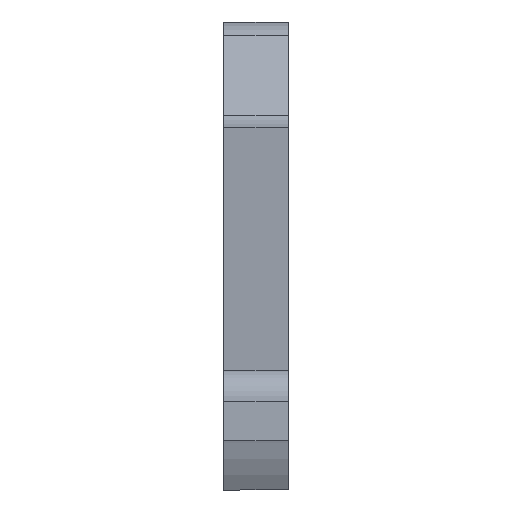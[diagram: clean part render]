
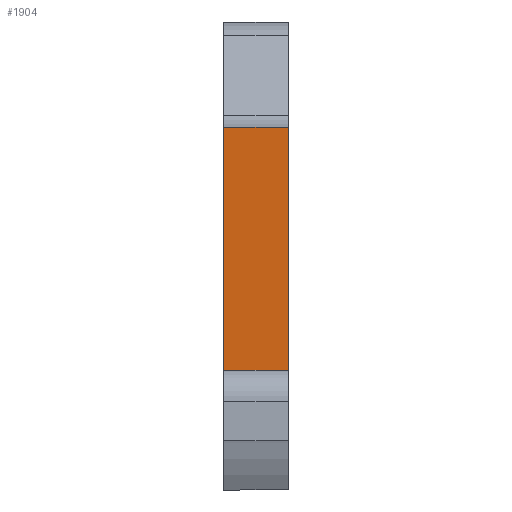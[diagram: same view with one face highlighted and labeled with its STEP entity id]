
A CAD part, top view. The second image highlights one B-rep face of the part: STEP entity #1904.
In plain terms, the highlighted planar face has unit normal (0, 0.97, 0.245).
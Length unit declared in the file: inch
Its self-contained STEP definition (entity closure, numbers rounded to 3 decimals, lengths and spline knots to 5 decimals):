
#2 = DIRECTION ( 'NONE',  ( 0., 0.969, 0.245 ) ) ;
#50 = EDGE_CURVE ( 'NONE', #1933, #435, #1605, .T. ) ;
#91 = DIRECTION ( 'NONE',  ( -1., 0., 0. ) ) ;
#148 = VERTEX_POINT ( 'NONE', #1468 ) ;
#156 = CARTESIAN_POINT ( 'NONE',  ( -0.5, -2.29162, 9. ) ) ;
#196 = EDGE_LOOP ( 'NONE', ( #1444, #873, #1031, #1625 ) ) ;
#275 = CARTESIAN_POINT ( 'NONE',  ( 0., -0.33794, 1.27452 ) ) ;
#435 = VERTEX_POINT ( 'NONE', #458 ) ;
#458 = CARTESIAN_POINT ( 'NONE',  ( 0., -0.33794, 1.27452 ) ) ;
#614 = LINE ( 'NONE', #275, #924 ) ;
#638 = DIRECTION ( 'NONE',  ( 0., -0.245, 0.969 ) ) ;
#778 = DIRECTION ( 'NONE',  ( 0., -0.245, 0.969 ) ) ;
#793 = DIRECTION ( 'NONE',  ( 0., 0.245, -0.969 ) ) ;
#873 = ORIENTED_EDGE ( 'NONE', *, *, #1637, .T. ) ;
#920 = LINE ( 'NONE', #1908, #1901 ) ;
#922 = EDGE_CURVE ( 'NONE', #148, #1308, #920, .T. ) ;
#924 = VECTOR ( 'NONE', #91, 39.37008 ) ;
#1031 = ORIENTED_EDGE ( 'NONE', *, *, #922, .F. ) ;
#1037 = DIRECTION ( 'NONE',  ( 1., 0., 0. ) ) ;
#1300 = CARTESIAN_POINT ( 'NONE',  ( 0., -2.29162, 9. ) ) ;
#1308 = VERTEX_POINT ( 'NONE', #1730 ) ;
#1405 = AXIS2_PLACEMENT_3D ( 'NONE', #156, #2, #638 ) ;
#1439 = CARTESIAN_POINT ( 'NONE',  ( 0., -2.24389, 8.81129 ) ) ;
#1444 = ORIENTED_EDGE ( 'NONE', *, *, #50, .F. ) ;
#1468 = CARTESIAN_POINT ( 'NONE',  ( 0.5, -0.33794, 1.27452 ) ) ;
#1485 = VECTOR ( 'NONE', #1037, 39.37008 ) ;
#1486 = CARTESIAN_POINT ( 'NONE',  ( -0.5, -2.24389, 8.81129 ) ) ;
#1605 = LINE ( 'NONE', #1300, #1853 ) ;
#1625 = ORIENTED_EDGE ( 'NONE', *, *, #1768, .T. ) ;
#1637 = EDGE_CURVE ( 'NONE', #1933, #1308, #1874, .T. ) ;
#1730 = CARTESIAN_POINT ( 'NONE',  ( 0.5, -2.24389, 8.81129 ) ) ;
#1768 = EDGE_CURVE ( 'NONE', #148, #435, #614, .T. ) ;
#1853 = VECTOR ( 'NONE', #793, 39.37008 ) ;
#1874 = LINE ( 'NONE', #1486, #1485 ) ;
#1901 = VECTOR ( 'NONE', #778, 39.37008 ) ;
#1904 = ADVANCED_FACE ( 'NONE', ( #1959 ), #2098, .T. ) ;
#1908 = CARTESIAN_POINT ( 'NONE',  ( 0.5, -2.29162, 9. ) ) ;
#1933 = VERTEX_POINT ( 'NONE', #1439 ) ;
#1959 = FACE_OUTER_BOUND ( 'NONE', #196, .T. ) ;
#2098 = PLANE ( 'NONE',  #1405 ) ;
